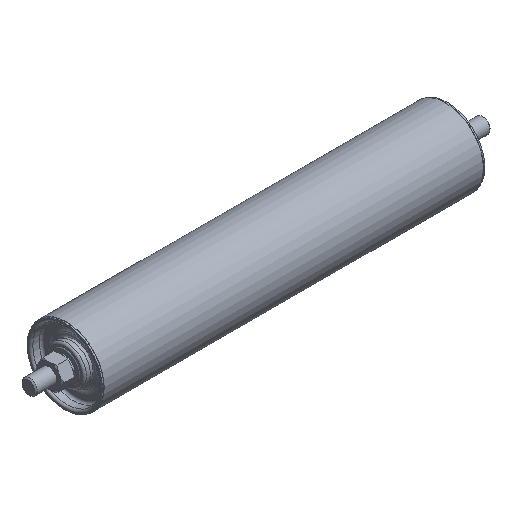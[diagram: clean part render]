
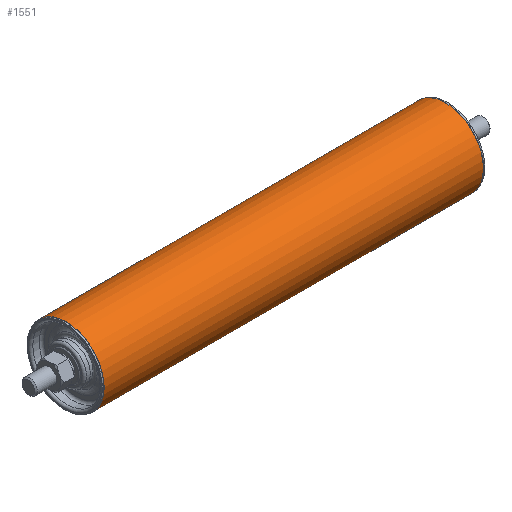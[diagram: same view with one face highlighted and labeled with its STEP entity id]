
A CAD part, isometric view. The second image highlights one B-rep face of the part: STEP entity #1551.
In plain terms, the highlighted cylindrical face has radius 30 mm (diameter 60 mm), a full revolution.
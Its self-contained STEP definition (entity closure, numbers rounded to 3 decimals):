
#1524=CARTESIAN_POINT('',(75.,0.,0.0));
#1525=DIRECTION('',(1.0,0.0,0.0));
#1526=DIRECTION('',(0.0,1.0,0.0));
#1527=AXIS2_PLACEMENT_3D('',#1524,#1525,#1526);
#1528=CYLINDRICAL_SURFACE('',#1527,30.);
#1529=CARTESIAN_POINT('',(-150.,30.,0.0));
#1530=VERTEX_POINT('',#1529);
#1531=CARTESIAN_POINT('',(-150.,0.,0.0));
#1532=DIRECTION('',(1.0,0.0,0.0));
#1533=DIRECTION('',(0.0,1.0,0.0));
#1534=AXIS2_PLACEMENT_3D('',#1531,#1532,#1533);
#1535=CIRCLE('',#1534,30.);
#1536=EDGE_CURVE('',#1530,#1530,#1535,.T.);
#1537=ORIENTED_EDGE('',*,*,#1536,.T.);
#1538=EDGE_LOOP('',(#1537));
#1539=FACE_OUTER_BOUND('',#1538,.T.);
#1540=CARTESIAN_POINT('',(150.,30.,0.0));
#1541=VERTEX_POINT('',#1540);
#1542=CARTESIAN_POINT('',(150.,0.,0.0));
#1543=DIRECTION('',(1.0,0.0,0.0));
#1544=DIRECTION('',(0.0,1.0,0.0));
#1545=AXIS2_PLACEMENT_3D('',#1542,#1543,#1544);
#1546=CIRCLE('',#1545,30.);
#1547=EDGE_CURVE('',#1541,#1541,#1546,.T.);
#1548=ORIENTED_EDGE('',*,*,#1547,.F.);
#1549=EDGE_LOOP('',(#1548));
#1550=FACE_BOUND('',#1549,.T.);
#1551=ADVANCED_FACE('',(#1539,#1550),#1528,.T.);
